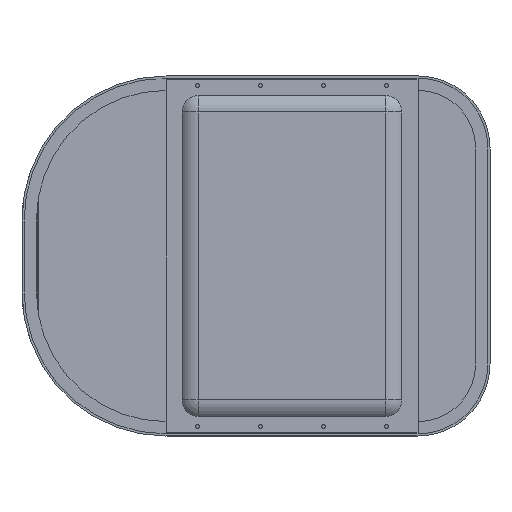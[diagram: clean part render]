
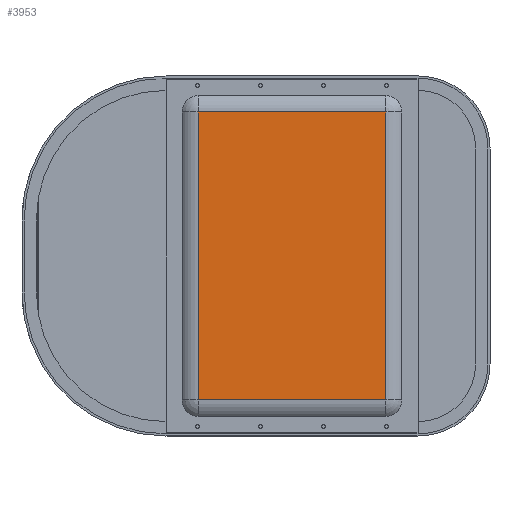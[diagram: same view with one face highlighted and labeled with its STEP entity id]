
A CAD part, front view. The second image highlights one B-rep face of the part: STEP entity #3953.
In plain terms, the highlighted face is planar.
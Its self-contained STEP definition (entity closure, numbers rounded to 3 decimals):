
#120=PLANE('',#4339);
#332=FACE_OUTER_BOUND('',#576,.T.);
#576=EDGE_LOOP('',(#3098,#3099,#3100,#3101));
#867=LINE('',#6279,#1282);
#868=LINE('',#6285,#1283);
#869=LINE('',#6291,#1284);
#870=LINE('',#6295,#1285);
#1282=VECTOR('',#5077,1000.);
#1283=VECTOR('',#5086,1000.);
#1284=VECTOR('',#5095,1000.);
#1285=VECTOR('',#5102,1000.);
#1877=VERTEX_POINT('',#6273);
#1878=VERTEX_POINT('',#6277);
#1879=VERTEX_POINT('',#6283);
#1880=VERTEX_POINT('',#6289);
#2321=EDGE_CURVE('',#1878,#1877,#867,.T.);
#2324=EDGE_CURVE('',#1879,#1878,#868,.T.);
#2327=EDGE_CURVE('',#1880,#1879,#869,.T.);
#2329=EDGE_CURVE('',#1877,#1880,#870,.T.);
#3098=ORIENTED_EDGE('',*,*,#2321,.T.);
#3099=ORIENTED_EDGE('',*,*,#2329,.T.);
#3100=ORIENTED_EDGE('',*,*,#2327,.T.);
#3101=ORIENTED_EDGE('',*,*,#2324,.T.);
#3953=ADVANCED_FACE('',(#332),#120,.F.);
#4339=AXIS2_PLACEMENT_3D('',#6296,#5103,#5104);
#5077=DIRECTION('',(0.,1.,0.));
#5086=DIRECTION('',(-1.,0.,0.));
#5095=DIRECTION('',(0.,-1.,0.));
#5102=DIRECTION('',(1.,0.,0.));
#5103=DIRECTION('center_axis',(0.,0.,1.));
#5104=DIRECTION('ref_axis',(1.,0.,0.));
#6273=CARTESIAN_POINT('',(-200.,80.,-225.));
#6277=CARTESIAN_POINT('',(-200.,-180.,-225.));
#6279=CARTESIAN_POINT('',(-200.,0.,-225.));
#6283=CARTESIAN_POINT('',(200.,-180.,-225.));
#6285=CARTESIAN_POINT('',(-5.,-180.,-225.));
#6289=CARTESIAN_POINT('',(200.,80.,-225.));
#6291=CARTESIAN_POINT('',(200.,0.,-225.));
#6295=CARTESIAN_POINT('',(-5.,80.,-225.));
#6296=CARTESIAN_POINT('Origin',(-5.,0.,
-225.));
